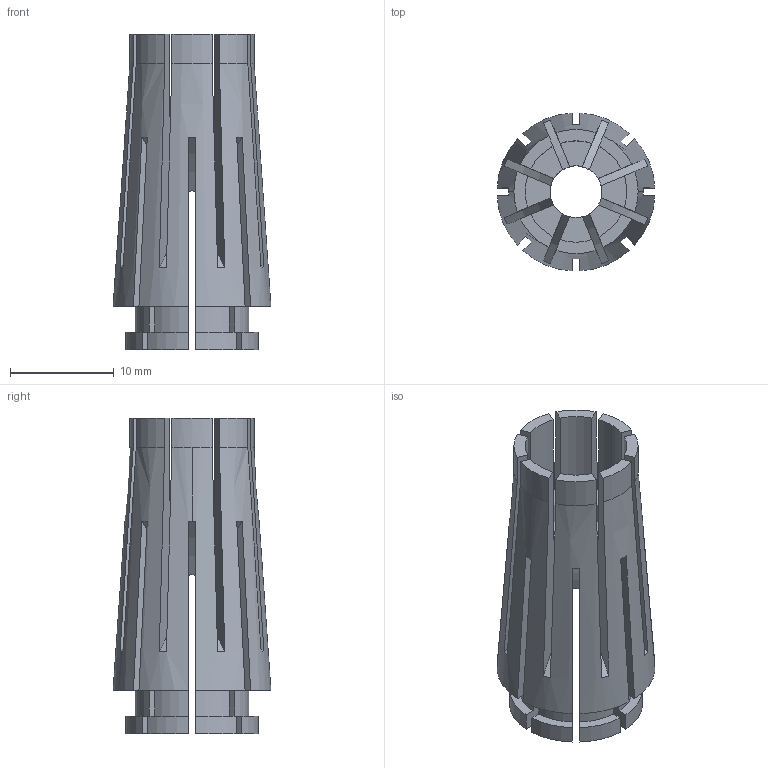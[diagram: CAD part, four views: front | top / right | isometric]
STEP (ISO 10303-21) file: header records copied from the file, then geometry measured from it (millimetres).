
FILE_DESCRIPTION (( 'STEP AP203' ), '1' );
FILE_NAME ('STP-253.790.10.05.STEP', '2017-04-07T00:27:32', ( 'user' ), ( '' ), 'SwSTEP 2.0', 'SolidWorks 2015', '' );
FILE_SCHEMA (( 'CONFIG_CONTROL_DESIGN' ));
Length unit declared in the file: millimetre
Products named in the file (1): STP-253.790.10.05
Bounding box: 15.26 x 15.26 x 30.5 mm (x, y, z)
Volume: 2323 mm3; surface area: 4046 mm2
Topology: 1 solids, 1 shells, 126 faces, 377 edges, 251 vertices
Faces by surface type: plane 72, cylinder 52, cone 2
Entity records: 4529 total; most frequent: CARTESIAN_POINT 1059, ORIENTED_EDGE 754, DIRECTION 690, EDGE_CURVE 377, AXIS2_PLACEMENT_3D 254, VERTEX_POINT 251, LINE 182, VECTOR 182
